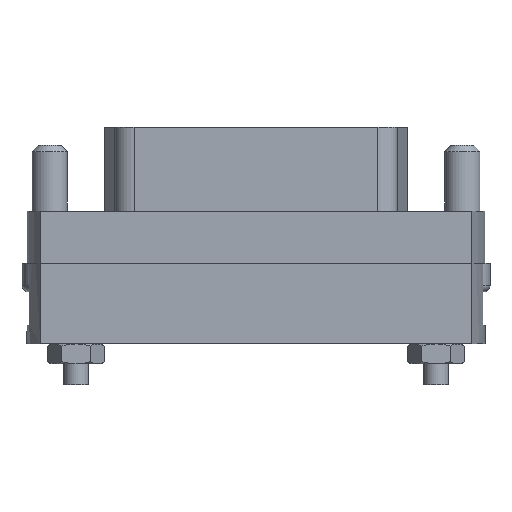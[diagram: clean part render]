
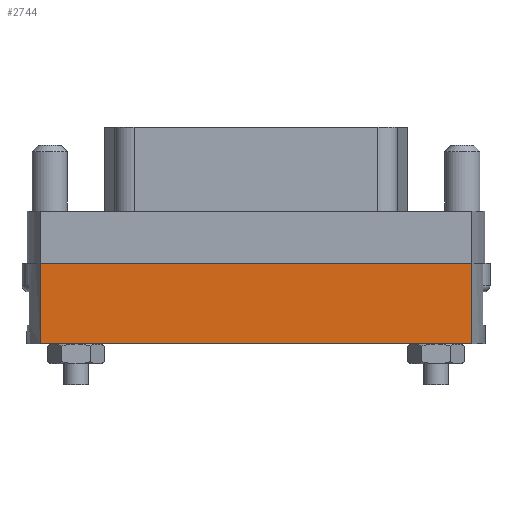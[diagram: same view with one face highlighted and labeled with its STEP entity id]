
A CAD part, front view. The second image highlights one B-rep face of the part: STEP entity #2744.
In plain terms, the highlighted planar face has unit normal (0, -1, 0).
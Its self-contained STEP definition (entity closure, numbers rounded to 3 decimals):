
#84 = LINE ( 'NONE', #6763, #8973 ) ;
#276 = DIRECTION ( 'NONE',  ( 1., 0., 0. ) ) ;
#501 = AXIS2_PLACEMENT_3D ( 'NONE', #5128, #5900, #276 ) ;
#654 = ORIENTED_EDGE ( 'NONE', *, *, #6937, .F. ) ;
#706 = LINE ( 'NONE', #3400, #9632 ) ;
#1178 = CARTESIAN_POINT ( 'NONE',  ( 17.412, -6.25, 0. ) ) ;
#1182 = CARTESIAN_POINT ( 'NONE',  ( 17.412, -6.25, -6.5 ) ) ;
#1415 = EDGE_LOOP ( 'NONE', ( #654, #6627, #3658, #2368 ) ) ;
#1908 = FACE_OUTER_BOUND ( 'NONE', #1415, .T. ) ;
#2368 = ORIENTED_EDGE ( 'NONE', *, *, #8366, .T. ) ;
#2744 = ADVANCED_FACE ( 'NONE', ( #1908 ), #4988, .T. ) ;
#3316 = CARTESIAN_POINT ( 'NONE',  ( 17.412, -6.25, -6.5 ) ) ;
#3400 = CARTESIAN_POINT ( 'NONE',  ( 17.412, -6.25, -6.5 ) ) ;
#3658 = ORIENTED_EDGE ( 'NONE', *, *, #7417, .T. ) ;
#4164 = CARTESIAN_POINT ( 'NONE',  ( -17.412, -6.25, -6.5 ) ) ;
#4988 = PLANE ( 'NONE',  #501 ) ;
#5007 = VERTEX_POINT ( 'NONE', #1182 ) ;
#5128 = CARTESIAN_POINT ( 'NONE',  ( 17.412, -6.25, -6.5 ) ) ;
#5375 = DIRECTION ( 'NONE',  ( 0., 0., 1. ) ) ;
#5694 = CARTESIAN_POINT ( 'NONE',  ( -17.412, -6.25, 0. ) ) ;
#5900 = DIRECTION ( 'NONE',  ( 0., -1., 0. ) ) ;
#6627 = ORIENTED_EDGE ( 'NONE', *, *, #9504, .F. ) ;
#6763 = CARTESIAN_POINT ( 'NONE',  ( 17.412, -6.25, 0. ) ) ;
#6937 = EDGE_CURVE ( 'NONE', #8343, #8895, #84, .T. ) ;
#7331 = DIRECTION ( 'NONE',  ( 0., 0., 1. ) ) ;
#7417 = EDGE_CURVE ( 'NONE', #8474, #5007, #706, .T. ) ;
#7580 = DIRECTION ( 'NONE',  ( 1., 0., 0. ) ) ;
#7653 = VECTOR ( 'NONE', #5375, 1000. ) ;
#7800 = VECTOR ( 'NONE', #7331, 1000. ) ;
#7942 = LINE ( 'NONE', #3316, #7800 ) ;
#8343 = VERTEX_POINT ( 'NONE', #5694 ) ;
#8366 = EDGE_CURVE ( 'NONE', #5007, #8895, #7942, .T. ) ;
#8474 = VERTEX_POINT ( 'NONE', #4164 ) ;
#8895 = VERTEX_POINT ( 'NONE', #1178 ) ;
#8973 = VECTOR ( 'NONE', #7580, 1000. ) ;
#9075 = DIRECTION ( 'NONE',  ( 1., 0., 0. ) ) ;
#9504 = EDGE_CURVE ( 'NONE', #8474, #8343, #10349, .T. ) ;
#9632 = VECTOR ( 'NONE', #9075, 1000. ) ;
#10260 = CARTESIAN_POINT ( 'NONE',  ( -17.412, -6.25, -6.5 ) ) ;
#10349 = LINE ( 'NONE', #10260, #7653 ) ;
